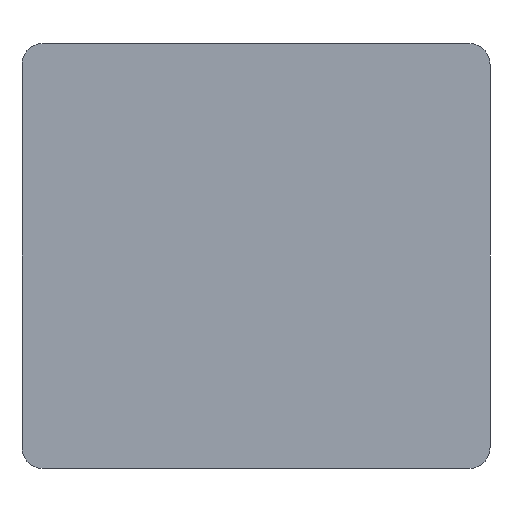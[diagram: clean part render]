
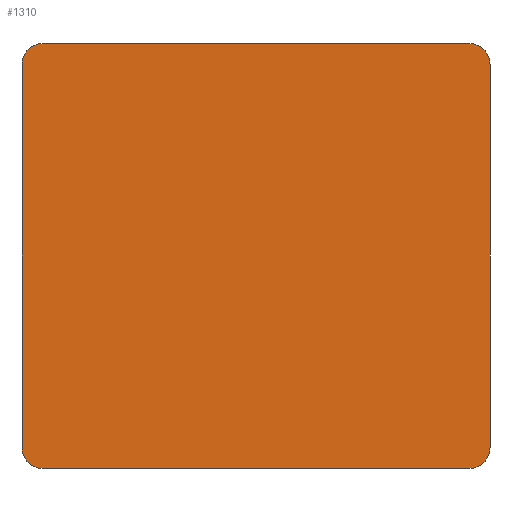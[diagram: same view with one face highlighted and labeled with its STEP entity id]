
A CAD part, front view. The second image highlights one B-rep face of the part: STEP entity #1310.
In plain terms, the highlighted planar face has unit normal (0, -1, 0).
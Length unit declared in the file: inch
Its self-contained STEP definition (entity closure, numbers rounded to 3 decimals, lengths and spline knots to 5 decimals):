
#937 = CARTESIAN_POINT ( 'NONE',  ( -1.195, 0., -1.195 ) ) ;
#1065 = CARTESIAN_POINT ( 'NONE',  ( -1.315, 0., -1.075 ) ) ;
#1066 = CARTESIAN_POINT ( 'NONE',  ( -1.195, 0., 1.195 ) ) ;
#1068 = CARTESIAN_POINT ( 'NONE',  ( -1.315, 0., 1.075 ) ) ;
#1071 = CARTESIAN_POINT ( 'NONE',  ( 1.315, 0., -1.075 ) ) ;
#1075 = CARTESIAN_POINT ( 'NONE',  ( 1.195, 0., 1.195 ) ) ;
#1107 = CARTESIAN_POINT ( 'NONE',  ( 1.195, 0., -1.195 ) ) ;
#1235 = EDGE_LOOP ( 'NONE', ( #3260, #3259, #3258, #3257, #3256, #3255, #3254, #3253 ) ) ;
#1310 = ADVANCED_FACE ( 'NONE', ( #5042 ), #4201, .T. ) ;
#2008 = AXIS2_PLACEMENT_3D ( 'NONE', #4204, #4213, #4215 ) ;
#2992 = CARTESIAN_POINT ( 'NONE',  ( 1.315, 0., 1.075 ) ) ;
#3253 = ORIENTED_EDGE ( 'NONE', *, *, #7315, .T. ) ;
#3254 = ORIENTED_EDGE ( 'NONE', *, *, #7427, .F. ) ;
#3255 = ORIENTED_EDGE ( 'NONE', *, *, #7314, .T. ) ;
#3256 = ORIENTED_EDGE ( 'NONE', *, *, #7430, .F. ) ;
#3257 = ORIENTED_EDGE ( 'NONE', *, *, #7313, .T. ) ;
#3258 = ORIENTED_EDGE ( 'NONE', *, *, #7306, .F. ) ;
#3259 = ORIENTED_EDGE ( 'NONE', *, *, #7312, .T. ) ;
#3260 = ORIENTED_EDGE ( 'NONE', *, *, #7310, .F. ) ;
#4201 = PLANE ( 'NONE',  #2008 ) ;
#4204 = CARTESIAN_POINT ( 'NONE',  ( -1.315, 0., -1.195 ) ) ;
#4213 = DIRECTION ( 'NONE',  ( 0., -1., 0. ) ) ;
#4215 = DIRECTION ( 'NONE',  ( 0., 0., -1. ) ) ;
#4598 = DIRECTION ( 'NONE',  ( 0., 0., -1. ) ) ;
#4608 = CARTESIAN_POINT ( 'NONE',  ( -1.315, 0., -1.195 ) ) ;
#4617 = DIRECTION ( 'NONE',  ( 0., 0., -1. ) ) ;
#4632 = CARTESIAN_POINT ( 'NONE',  ( 1.315, 0., 1.195 ) ) ;
#4641 = DIRECTION ( 'NONE',  ( 0., 0., -1. ) ) ;
#4704 = DIRECTION ( 'NONE',  ( 0., -1., 0. ) ) ;
#4714 = DIRECTION ( 'NONE',  ( -1., 0., 0. ) ) ;
#4728 = CARTESIAN_POINT ( 'NONE',  ( 1.195, 0., -1.075 ) ) ;
#4749 = DIRECTION ( 'NONE',  ( 0., 0., -1. ) ) ;
#4757 = DIRECTION ( 'NONE',  ( 0., -1., 0. ) ) ;
#4769 = CARTESIAN_POINT ( 'NONE',  ( -1.195, 0., -1.075 ) ) ;
#4792 = DIRECTION ( 'NONE',  ( 0., 0., -1. ) ) ;
#4796 = DIRECTION ( 'NONE',  ( 0., -1., 0. ) ) ;
#4797 = CARTESIAN_POINT ( 'NONE',  ( 1.195, 0., 1.075 ) ) ;
#4802 = CARTESIAN_POINT ( 'NONE',  ( -1.195, 0., 1.075 ) ) ;
#4803 = DIRECTION ( 'NONE',  ( 0., -1., 0. ) ) ;
#4920 = AXIS2_PLACEMENT_3D ( 'NONE', #4728, #4704, #4617 ) ;
#4921 = AXIS2_PLACEMENT_3D ( 'NONE', #4797, #4803, #4598 ) ;
#4922 = AXIS2_PLACEMENT_3D ( 'NONE', #4802, #4796, #4792 ) ;
#4923 = AXIS2_PLACEMENT_3D ( 'NONE', #4769, #4757, #4749 ) ;
#5042 = FACE_OUTER_BOUND ( 'NONE', #1235, .T. ) ;
#6499 = LINE ( 'NONE', #4608, #6510 ) ;
#6501 = LINE ( 'NONE', #4632, #6504 ) ;
#6502 = CIRCLE ( 'NONE', #4921, 0.12 ) ;
#6504 = VECTOR ( 'NONE', #4641, 39.37008 ) ;
#6510 = VECTOR ( 'NONE', #4714, 39.37008 ) ;
#6511 = CIRCLE ( 'NONE', #4920, 0.12 ) ;
#6514 = CIRCLE ( 'NONE', #4922, 0.12 ) ;
#6515 = CIRCLE ( 'NONE', #4923, 0.12 ) ;
#6657 = LINE ( 'NONE', #8238, #6670 ) ;
#6667 = LINE ( 'NONE', #8237, #6675 ) ;
#6670 = VECTOR ( 'NONE', #8243, 39.37008 ) ;
#6675 = VECTOR ( 'NONE', #8248, 39.37008 ) ;
#6799 = VERTEX_POINT ( 'NONE', #2992 ) ;
#7169 = VERTEX_POINT ( 'NONE', #1107 ) ;
#7180 = VERTEX_POINT ( 'NONE', #1075 ) ;
#7182 = VERTEX_POINT ( 'NONE', #1071 ) ;
#7184 = VERTEX_POINT ( 'NONE', #1068 ) ;
#7186 = VERTEX_POINT ( 'NONE', #1066 ) ;
#7187 = VERTEX_POINT ( 'NONE', #1065 ) ;
#7201 = VERTEX_POINT ( 'NONE', #937 ) ;
#7306 = EDGE_CURVE ( 'NONE', #6799, #7182, #6501, .T. ) ;
#7310 = EDGE_CURVE ( 'NONE', #7169, #7201, #6499, .T. ) ;
#7312 = EDGE_CURVE ( 'NONE', #7169, #7182, #6511, .T. ) ;
#7313 = EDGE_CURVE ( 'NONE', #6799, #7180, #6502, .T. ) ;
#7314 = EDGE_CURVE ( 'NONE', #7186, #7184, #6514, .T. ) ;
#7315 = EDGE_CURVE ( 'NONE', #7187, #7201, #6515, .T. ) ;
#7427 = EDGE_CURVE ( 'NONE', #7187, #7184, #6657, .T. ) ;
#7430 = EDGE_CURVE ( 'NONE', #7186, #7180, #6667, .T. ) ;
#8237 = CARTESIAN_POINT ( 'NONE',  ( -1.315, 0., 1.195 ) ) ;
#8238 = CARTESIAN_POINT ( 'NONE',  ( -1.315, 0., 1.195 ) ) ;
#8243 = DIRECTION ( 'NONE',  ( 0., 0., 1. ) ) ;
#8248 = DIRECTION ( 'NONE',  ( 1., 0., 0. ) ) ;
